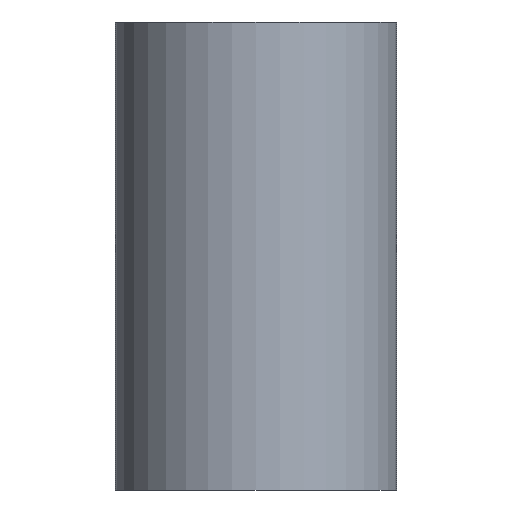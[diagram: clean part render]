
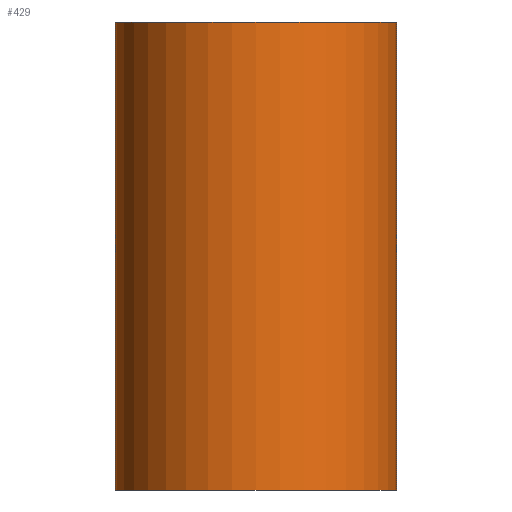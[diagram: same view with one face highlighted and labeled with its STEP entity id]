
A CAD part, front view. The second image highlights one B-rep face of the part: STEP entity #429.
In plain terms, the highlighted cylindrical face has radius 4.775 mm (diameter 9.55 mm), a partial arc.
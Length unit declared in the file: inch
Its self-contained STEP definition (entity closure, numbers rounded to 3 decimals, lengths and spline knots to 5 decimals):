
#19 = ORIENTED_EDGE ( 'NONE', *, *, #128, .T. ) ;
#26 = VERTEX_POINT ( 'NONE', #262 ) ;
#27 = AXIS2_PLACEMENT_3D ( 'NONE', #425, #156, #455 ) ;
#51 = CARTESIAN_POINT ( 'NONE',  ( 0.156, -0.687, 0.3125 ) ) ;
#80 = LINE ( 'NONE', #122, #168 ) ;
#82 = EDGE_CURVE ( 'NONE', #26, #462, #80, .T. ) ;
#101 = ORIENTED_EDGE ( 'NONE', *, *, #183, .F. ) ;
#109 = ORIENTED_EDGE ( 'NONE', *, *, #529, .F. ) ;
#121 = DIRECTION ( 'NONE',  ( 0., 0., -1. ) ) ;
#122 = CARTESIAN_POINT ( 'NONE',  ( -0.032, -0.875, 0.3125 ) ) ;
#128 = EDGE_CURVE ( 'NONE', #486, #26, #220, .T. ) ;
#156 = DIRECTION ( 'NONE',  ( 0., 0., -1. ) ) ;
#168 = VECTOR ( 'NONE', #121, 39.37008 ) ;
#183 = EDGE_CURVE ( 'NONE', #486, #504, #322, .T. ) ;
#185 = ORIENTED_EDGE ( 'NONE', *, *, #82, .T. ) ;
#220 = CIRCLE ( 'NONE', #512, 0.188 ) ;
#241 = DIRECTION ( 'NONE',  ( 0., 0., -1. ) ) ;
#262 = CARTESIAN_POINT ( 'NONE',  ( -0.032, -0.875, 0.3125 ) ) ;
#268 = CARTESIAN_POINT ( 'NONE',  ( 0.156, -0.875, 0.3125 ) ) ;
#284 = EDGE_LOOP ( 'NONE', ( #109, #101, #19, #185 ) ) ;
#298 = CIRCLE ( 'NONE', #27, 0.188 ) ;
#318 = DIRECTION ( 'NONE',  ( 0., 0., -1. ) ) ;
#322 = LINE ( 'NONE', #398, #405 ) ;
#324 = DIRECTION ( 'NONE',  ( 1., 0., 0. ) ) ;
#347 = CARTESIAN_POINT ( 'NONE',  ( 0.156, -0.687, -0.3125 ) ) ;
#351 = FACE_OUTER_BOUND ( 'NONE', #284, .T. ) ;
#398 = CARTESIAN_POINT ( 'NONE',  ( 0.156, -0.687, 0.3125 ) ) ;
#405 = VECTOR ( 'NONE', #471, 39.37008 ) ;
#410 = AXIS2_PLACEMENT_3D ( 'NONE', #482, #241, #518 ) ;
#425 = CARTESIAN_POINT ( 'NONE',  ( 0.156, -0.875, -0.3125 ) ) ;
#429 = ADVANCED_FACE ( 'NONE', ( #351 ), #531, .T. ) ;
#455 = DIRECTION ( 'NONE',  ( 1., 0., 0. ) ) ;
#462 = VERTEX_POINT ( 'NONE', #489 ) ;
#471 = DIRECTION ( 'NONE',  ( 0., 0., -1. ) ) ;
#482 = CARTESIAN_POINT ( 'NONE',  ( 0.156, -0.875, 0.3125 ) ) ;
#486 = VERTEX_POINT ( 'NONE', #51 ) ;
#489 = CARTESIAN_POINT ( 'NONE',  ( -0.032, -0.875, -0.3125 ) ) ;
#504 = VERTEX_POINT ( 'NONE', #347 ) ;
#512 = AXIS2_PLACEMENT_3D ( 'NONE', #268, #318, #324 ) ;
#518 = DIRECTION ( 'NONE',  ( -1., 0., 0. ) ) ;
#529 = EDGE_CURVE ( 'NONE', #504, #462, #298, .T. ) ;
#531 = CYLINDRICAL_SURFACE ( 'NONE', #410, 0.188 ) ;
